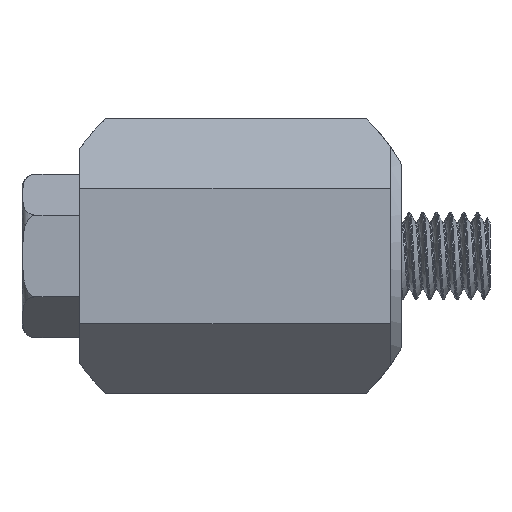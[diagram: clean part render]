
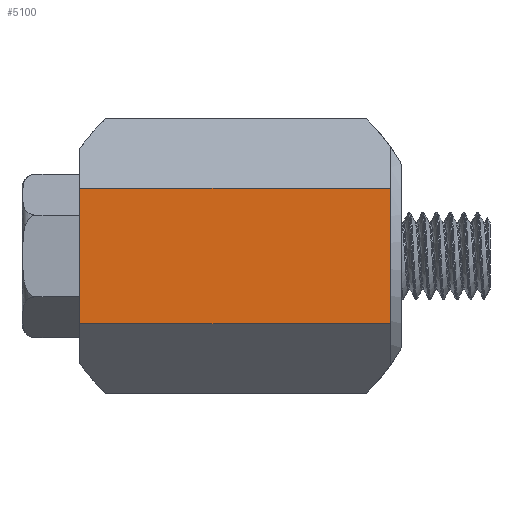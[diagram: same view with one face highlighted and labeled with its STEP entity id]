
A CAD part, left-side view. The second image highlights one B-rep face of the part: STEP entity #5100.
In plain terms, the highlighted planar face has unit normal (-1, 0, 0).
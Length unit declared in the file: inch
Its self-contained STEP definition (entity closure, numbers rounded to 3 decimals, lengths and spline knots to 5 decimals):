
#801=FACE_OUTER_BOUND('',#1293,.T.);
#1293=EDGE_LOOP('',(#4190,#4191,#4192,#4193));
#1367=LINE('',#10884,#1586);
#1531=LINE('',#13146,#1750);
#1532=LINE('',#13148,#1751);
#1533=LINE('',#13149,#1752);
#1586=VECTOR('',#5968,0.3937);
#1750=VECTOR('',#7030,0.3937);
#1751=VECTOR('',#7031,0.3937);
#1752=VECTOR('',#7032,0.3937);
#2092=VERTEX_POINT('',#10881);
#2093=VERTEX_POINT('',#10883);
#2441=VERTEX_POINT('',#13145);
#2442=VERTEX_POINT('',#13147);
#2575=EDGE_CURVE('',#2093,#2092,#1367,.T.);
#3036=EDGE_CURVE('',#2441,#2093,#1531,.T.);
#3037=EDGE_CURVE('',#2442,#2092,#1532,.T.);
#3038=EDGE_CURVE('',#2441,#2442,#1533,.T.);
#4190=ORIENTED_EDGE('',*,*,#3036,.T.);
#4191=ORIENTED_EDGE('',*,*,#2575,.T.);
#4192=ORIENTED_EDGE('',*,*,#3037,.F.);
#4193=ORIENTED_EDGE('',*,*,#3038,.F.);
#4491=PLANE('',#5764);
#5100=ADVANCED_FACE('',(#801),#4491,.T.);
#5764=AXIS2_PLACEMENT_3D('',#13144,#7028,#7029);
#5968=DIRECTION('',(0.,0.,-1.));
#7028=DIRECTION('center_axis',(-1.,0.,0.));
#7029=DIRECTION('ref_axis',(0.,1.,0.));
#7030=DIRECTION('',(0.,1.,0.));
#7031=DIRECTION('',(0.,1.,0.));
#7032=DIRECTION('',(0.,0.,-1.));
#10881=CARTESIAN_POINT('',(-1.373,1.12,-0.245));
#10883=CARTESIAN_POINT('',(-1.373,1.12,0.245));
#10884=CARTESIAN_POINT('',(-1.373,1.12,0.245));
#13144=CARTESIAN_POINT('Origin',(-1.373,0.,0.245));
#13145=CARTESIAN_POINT('',(-1.373,0.,0.245));
#13146=CARTESIAN_POINT('',(-1.373,0.,0.245));
#13147=CARTESIAN_POINT('',(-1.373,0.,-0.245));
#13148=CARTESIAN_POINT('',(-1.373,0.,-0.245));
#13149=CARTESIAN_POINT('',(-1.373,0.,0.245));
